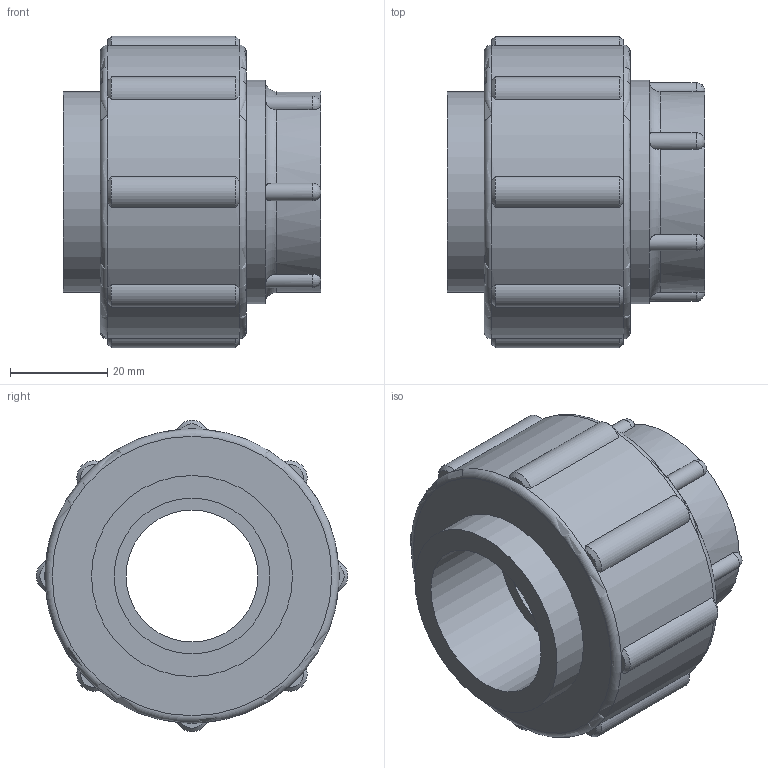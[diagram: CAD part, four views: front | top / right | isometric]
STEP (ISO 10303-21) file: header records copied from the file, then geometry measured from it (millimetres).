
FILE_DESCRIPTION(/* description */ ('PE100 Union for socket welding, Ø32, PN16'),/* implementation_level */ '2;1');
FILE_NAME(/* name */ 'BIE-RC-032',/* time_stamp */ '2023-01-10T10:01:17+01:00',/* author */ ('COAB Solutions'),/* organization */ ('GPA Flowsystem'),/* preprocessor_version */ 'www.coabsolutions.com - creating and organizing all your 3D drawings',/* originating_system */ 'Autodesk Inventor 2021',/* authorisation */ '');
FILE_SCHEMA (('AUTOMOTIVE_DESIGN { 1 0 10303 214 3 1 1 }'));
Length unit declared in the file: millimetre
Products named in the file (1): BIE-RC-032
Bounding box: 53 x 63.97 x 63.97 mm (x, y, z)
Volume: 79760 mm3; surface area: 18477.5 mm2
Topology: 1 solids, 1 shells, 80 faces, 200 edges, 120 vertices
Faces by surface type: cylinder 33, plane 21, cone 17, sphere 6, torus 3
Full cylindrical faces by diameter (mm): 27.1 x1, 32 x2, 41.3 x1, 45.95 x1
Entity records: 2693 total; most frequent: CARTESIAN_POINT 777, DIRECTION 416, ORIENTED_EDGE 390, EDGE_CURVE 195, AXIS2_PLACEMENT_3D 191, VERTEX_POINT 120, CIRCLE 110, EDGE_LOOP 85
